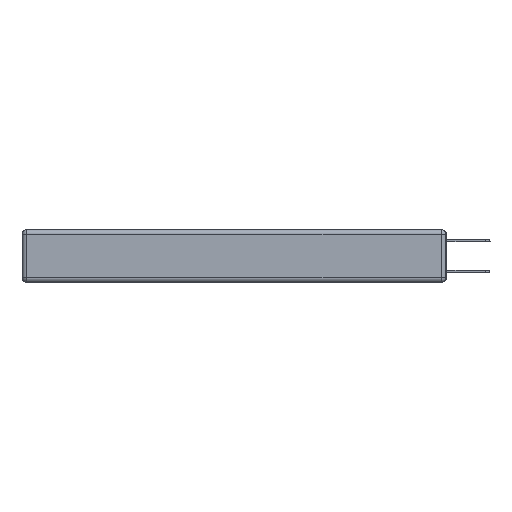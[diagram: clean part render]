
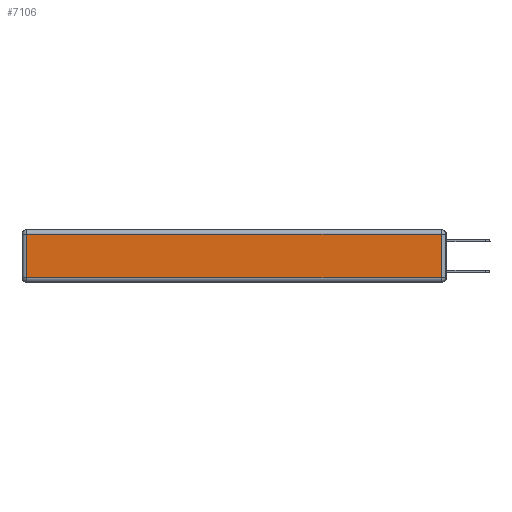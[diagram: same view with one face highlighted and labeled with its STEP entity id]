
A CAD part, left-side view. The second image highlights one B-rep face of the part: STEP entity #7106.
In plain terms, the highlighted planar face has unit normal (-1, 0, 0).
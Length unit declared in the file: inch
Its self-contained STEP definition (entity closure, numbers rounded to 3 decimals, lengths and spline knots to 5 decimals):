
#639 = CARTESIAN_POINT ( 'NONE',  ( 0., 0., -0.343 ) ) ;
#2087 = VECTOR ( 'NONE', #21778, 39.37008 ) ;
#2323 = VERTEX_POINT ( 'NONE', #8295 ) ;
#2429 = EDGE_CURVE ( 'NONE', #2323, #4890, #5489, .T. ) ;
#3919 = ORIENTED_EDGE ( 'NONE', *, *, #17963, .T. ) ;
#3959 = CARTESIAN_POINT ( 'NONE',  ( 0., 2.72, -0.313 ) ) ;
#4191 = FACE_OUTER_BOUND ( 'NONE', #6962, .T. ) ;
#4518 = AXIS2_PLACEMENT_3D ( 'NONE', #639, #16620, #16847 ) ;
#4890 = VERTEX_POINT ( 'NONE', #13598 ) ;
#5489 = LINE ( 'NONE', #9214, #20142 ) ;
#6962 = EDGE_LOOP ( 'NONE', ( #3919, #18177, #21990, #21196 ) ) ;
#7106 = ADVANCED_FACE ( 'NONE', ( #4191 ), #13075, .T. ) ;
#8172 = LINE ( 'NONE', #23001, #15655 ) ;
#8295 = CARTESIAN_POINT ( 'NONE',  ( 0., 0.03, -0.03 ) ) ;
#8820 = DIRECTION ( 'NONE',  ( 0., 0., 1. ) ) ;
#9214 = CARTESIAN_POINT ( 'NONE',  ( 0., 2.75, -0.03 ) ) ;
#9541 = CARTESIAN_POINT ( 'NONE',  ( 0., 2.72, -0.343 ) ) ;
#10623 = CARTESIAN_POINT ( 'NONE',  ( 0., 0.03, -0.313 ) ) ;
#13075 = PLANE ( 'NONE',  #4518 ) ;
#13598 = CARTESIAN_POINT ( 'NONE',  ( 0., 2.72, -0.03 ) ) ;
#13743 = EDGE_CURVE ( 'NONE', #18037, #2323, #19521, .T. ) ;
#14214 = CARTESIAN_POINT ( 'NONE',  ( 0., 0.03, -0.343 ) ) ;
#14759 = EDGE_CURVE ( 'NONE', #4890, #21747, #21893, .T. ) ;
#15655 = VECTOR ( 'NONE', #21559, 39.37008 ) ;
#16620 = DIRECTION ( 'NONE',  ( -1., 0., 0. ) ) ;
#16847 = DIRECTION ( 'NONE',  ( 0., 0., 1. ) ) ;
#17963 = EDGE_CURVE ( 'NONE', #21747, #18037, #8172, .T. ) ;
#18037 = VERTEX_POINT ( 'NONE', #10623 ) ;
#18177 = ORIENTED_EDGE ( 'NONE', *, *, #13743, .T. ) ;
#19521 = LINE ( 'NONE', #14214, #21576 ) ;
#20142 = VECTOR ( 'NONE', #21332, 39.37008 ) ;
#21196 = ORIENTED_EDGE ( 'NONE', *, *, #14759, .T. ) ;
#21332 = DIRECTION ( 'NONE',  ( 0., 1., 0. ) ) ;
#21559 = DIRECTION ( 'NONE',  ( 0., -1., 0. ) ) ;
#21576 = VECTOR ( 'NONE', #8820, 39.37008 ) ;
#21747 = VERTEX_POINT ( 'NONE', #3959 ) ;
#21778 = DIRECTION ( 'NONE',  ( 0., 0., -1. ) ) ;
#21893 = LINE ( 'NONE', #9541, #2087 ) ;
#21990 = ORIENTED_EDGE ( 'NONE', *, *, #2429, .T. ) ;
#23001 = CARTESIAN_POINT ( 'NONE',  ( 0., 0., -0.313 ) ) ;
